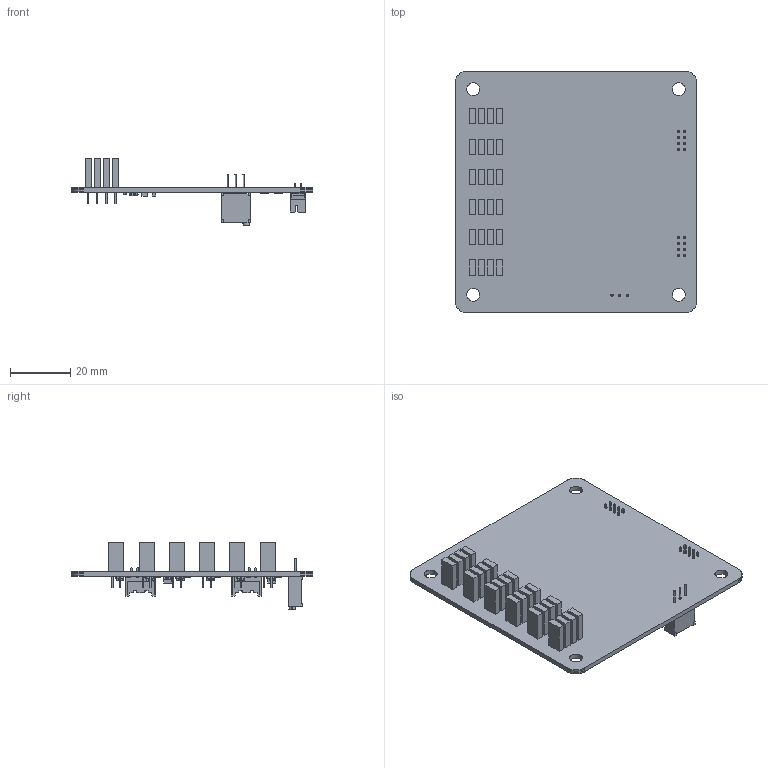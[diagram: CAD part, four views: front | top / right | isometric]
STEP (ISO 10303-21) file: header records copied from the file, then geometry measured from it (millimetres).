
FILE_DESCRIPTION(('KiCad electronic assembly'),'2;1');
FILE_NAME('Dashboard-Indicators.step','2024-02-02T03:24:48',('Pcbnew'),( 'Kicad'),'Open CASCADE STEP processor 7.7','KiCad to STEP converter' ,'Unknown');
FILE_SCHEMA(('AUTOMOTIVE_DESIGN { 1 0 10303 214 1 1 1 1 }'));
Length unit declared in the file: millimetre
Products named in the file (20): Dashboard-Indicators 1; LED_Rectangular_W5.0mm_H2.0mm; SOLID; TSOP-6_1.65x3.05mm_P0.95mm; C_0603_1608Metric; L_1008_2520Metric; R_0603_1608Metric; C_0805_2012Metric; B8B-PHDSS; COMPOUND; Potentiometer_Bourns_3296W_Vertical; D_SMA; Dashboard-Indicators PCB
Assembly tree (81 placements, depth 3):
  Dashboard-Indicators 1
    LED_Rectangular_W5.0mm_H2.0mm  x24
      SOLID
    TSOP-6_1.65x3.05mm_P0.95mm  x6
      SOLID
    C_0603_1608Metric  x6
      SOLID
    L_1008_2520Metric  x6
      SOLID
    R_0603_1608Metric  x18
      SOLID
    C_0805_2012Metric  x6
      SOLID
    B8B-PHDSS  x2
      COMPOUND
    Potentiometer_Bourns_3296W_Vertical
      SOLID
    D_SMA  x2
      SOLID
    Dashboard-Indicators PCB
Bounding box: 80 x 80 x 22.35 mm (x, y, z)
Volume: 13235.5 mm3; surface area: 19650.5 mm2
Topology: 88 solids, 88 shells, 2807 faces, 7095 edges, 4562 vertices
Faces by surface type: plane 2014, cylinder 593, bspline 200
Full cylindrical faces by diameter (mm): 0.1 x6, 0.51 x3, 0.75 x16, 0.8 x3, 0.9 x48, 2.19 x1, 4.3 x4
Entity records: 48213 total; most frequent: CARTESIAN_POINT 9135, DIRECTION 6749, LINE 4606, VECTOR 4606, ORIENTED_EDGE 3574, PCURVE 3574, DEFINITIONAL_REPRESENTATION 3574, EDGE_CURVE 1787
